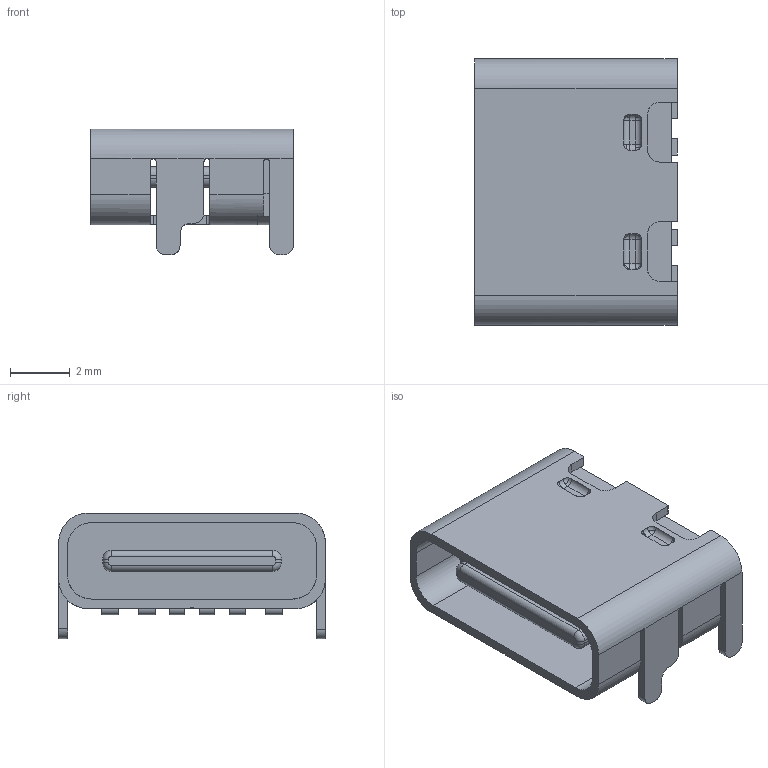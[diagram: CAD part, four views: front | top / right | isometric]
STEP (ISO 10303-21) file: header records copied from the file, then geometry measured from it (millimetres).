
FILE_DESCRIPTION (( 'STEP AP214' ), '1' );
FILE_NAME ('ACE7EBE7-4FAD-43C2-BAA7-EE9ABDEF2AE4.STEP', '2022-07-06T22:12:42', ( '' ), ( '' ), 'SwSTEP 2.0', 'SolidWorks 2022', '' );
FILE_SCHEMA (( 'AUTOMOTIVE_DESIGN' ));
Length unit declared in the file: millimetre
Products named in the file (1): ACE7EBE7-4FAD-43C2-BAA7-EE9ABDEF2AE4
Bounding box: 6.8 x 8.94 x 4.22 mm (x, y, z)
Volume: 109.4 mm3; surface area: 491 mm2
Topology: 12 solids, 12 shells, 298 faces, 843 edges, 536 vertices
Faces by surface type: plane 159, cylinder 103, bspline 32, torus 4
Entity records: 10850 total; most frequent: CARTESIAN_POINT 3631, ORIENTED_EDGE 1622, DIRECTION 1233, EDGE_CURVE 811, VERTEX_POINT 536, LINE 477, VECTOR 477, AXIS2_PLACEMENT_3D 378
